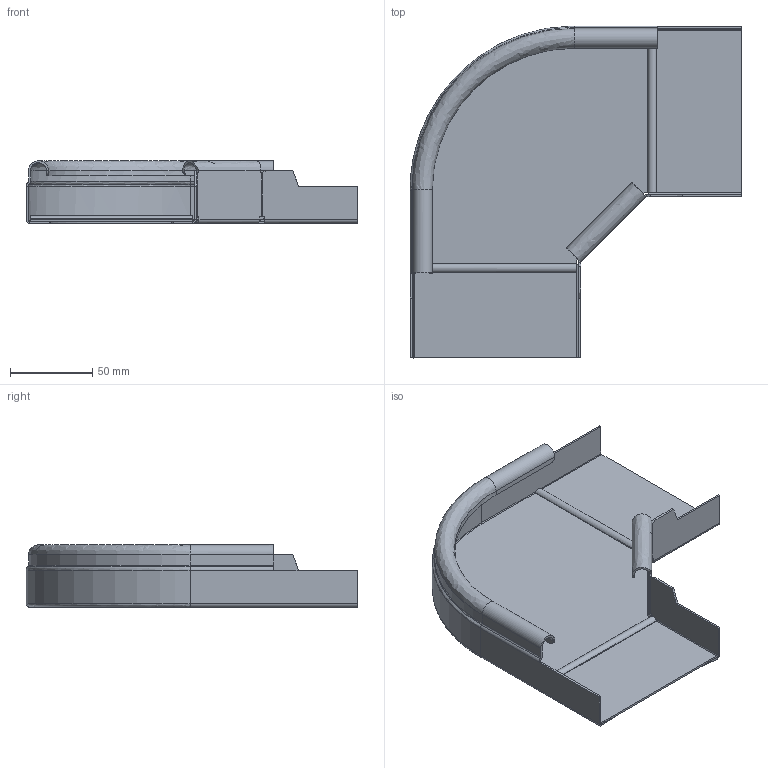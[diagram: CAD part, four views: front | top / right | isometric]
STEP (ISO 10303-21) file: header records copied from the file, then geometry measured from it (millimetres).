
FILE_DESCRIPTION(/* description */ (''),/* implementation_level */ '2;1');
FILE_NAME(/* name */ '6041010',/* time_stamp */ '2014-08-21T14:23:11+02:00',/* author */ (''),/* organization */ (''),/* preprocessor_version */ 'ST-DEVELOPER v15',/* originating_system */ '',/* authorisation */ '');
FILE_SCHEMA (('AUTOMOTIVE_DESIGN'));
Length unit declared in the file: millimetre
Products named in the file (2): Document; Block 01
Assembly tree (1 placements, depth 2):
  Document
    Block 01
Bounding box: 201.35 x 201.35 x 38 mm (x, y, z)
Volume: 70628.8 mm3; surface area: 115529.6 mm2
Topology: 3 solids, 3 shells, 171 faces, 411 edges, 246 vertices
Faces by surface type: bspline 88, plane 83
Entity records: 7202 total; most frequent: CARTESIAN_POINT 4621, ORIENTED_EDGE 822, EDGE_CURVE 411, B_SPLINE_CURVE_WITH_KNOTS 269, VERTEX_POINT 246, ADVANCED_FACE 171, FACE_OUTER_BOUND 171, EDGE_LOOP 171
